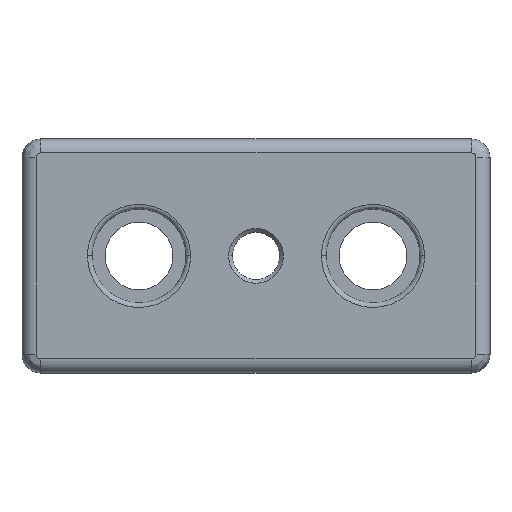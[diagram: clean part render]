
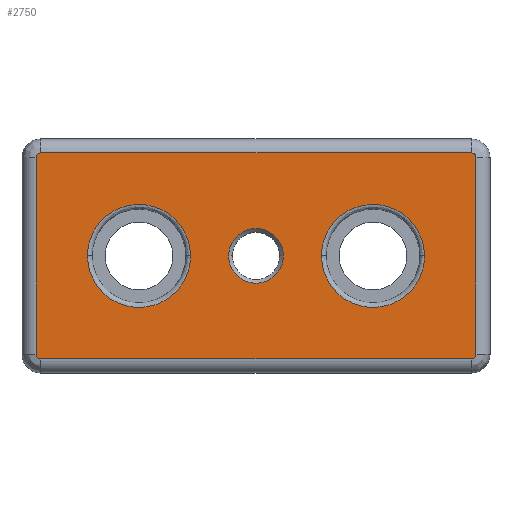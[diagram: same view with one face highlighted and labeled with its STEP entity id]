
A CAD part, top view. The second image highlights one B-rep face of the part: STEP entity #2750.
In plain terms, the highlighted planar face has unit normal (0, 0, 1).
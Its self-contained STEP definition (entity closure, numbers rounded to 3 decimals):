
#14=FACE_BOUND('',#649,.T.);
#15=FACE_BOUND('',#650,.T.);
#16=FACE_BOUND('',#651,.T.);
#28=PLANE('',#2987);
#161=LINE('',#4587,#308);
#162=LINE('',#4594,#309);
#163=LINE('',#4601,#310);
#164=LINE('',#4608,#311);
#308=VECTOR('',#3449,42.);
#309=VECTOR('',#3450,92.);
#310=VECTOR('',#3451,42.);
#311=VECTOR('',#3452,92.);
#474=FACE_OUTER_BOUND('',#648,.T.);
#648=EDGE_LOOP('',(#1794,#1795,#1796,#1797,#1798,#1799,#1800,#1801));
#649=EDGE_LOOP('',(#1802,#1803));
#650=EDGE_LOOP('',(#1804,#1805));
#651=EDGE_LOOP('',(#1806,#1807));
#869=CIRCLE('',#2960,5.85);
#886=CIRCLE('',#2988,5.85);
#1042=(
BOUNDED_CURVE()
B_SPLINE_CURVE(3,(#4107,#4108,#4109,#4110),.UNSPECIFIED.,.F.,.F.)
B_SPLINE_CURVE_WITH_KNOTS((4,4),(0.,1.),.UNSPECIFIED.)
CURVE()
GEOMETRIC_REPRESENTATION_ITEM()
RATIONAL_B_SPLINE_CURVE((1.,0.333,0.333,1.))
REPRESENTATION_ITEM('')
);
#1043=(
BOUNDED_CURVE()
B_SPLINE_CURVE(3,(#4134,#4135,#4136,#4137),.UNSPECIFIED.,.F.,.F.)
B_SPLINE_CURVE_WITH_KNOTS((4,4),(0.,1.),.UNSPECIFIED.)
CURVE()
GEOMETRIC_REPRESENTATION_ITEM()
RATIONAL_B_SPLINE_CURVE((1.,0.333,0.333,1.))
REPRESENTATION_ITEM('')
);
#1044=(
BOUNDED_CURVE()
B_SPLINE_CURVE(3,(#4589,#4590,#4591,#4592),.UNSPECIFIED.,.F.,.F.)
B_SPLINE_CURVE_WITH_KNOTS((4,4),(0.,1.),.UNSPECIFIED.)
CURVE()
GEOMETRIC_REPRESENTATION_ITEM()
RATIONAL_B_SPLINE_CURVE((1.,0.805,0.805,1.))
REPRESENTATION_ITEM('')
);
#1045=(
BOUNDED_CURVE()
B_SPLINE_CURVE(3,(#4596,#4597,#4598,#4599),.UNSPECIFIED.,.F.,.F.)
B_SPLINE_CURVE_WITH_KNOTS((4,4),(0.,1.),.UNSPECIFIED.)
CURVE()
GEOMETRIC_REPRESENTATION_ITEM()
RATIONAL_B_SPLINE_CURVE((1.,0.805,0.805,1.))
REPRESENTATION_ITEM('')
);
#1046=(
BOUNDED_CURVE()
B_SPLINE_CURVE(3,(#4603,#4604,#4605,#4606),.UNSPECIFIED.,.F.,.F.)
B_SPLINE_CURVE_WITH_KNOTS((4,4),(0.,1.),.UNSPECIFIED.)
CURVE()
GEOMETRIC_REPRESENTATION_ITEM()
RATIONAL_B_SPLINE_CURVE((1.,0.805,0.805,1.))
REPRESENTATION_ITEM('')
);
#1047=(
BOUNDED_CURVE()
B_SPLINE_CURVE(3,(#4609,#4610,#4611,#4612),.UNSPECIFIED.,.F.,.F.)
B_SPLINE_CURVE_WITH_KNOTS((4,4),(0.,1.),.UNSPECIFIED.)
CURVE()
GEOMETRIC_REPRESENTATION_ITEM()
RATIONAL_B_SPLINE_CURVE((1.,0.805,0.805,1.))
REPRESENTATION_ITEM('')
);
#1048=(
BOUNDED_CURVE()
B_SPLINE_CURVE(3,(#4613,#4614,#4615,#4616),.UNSPECIFIED.,.F.,.F.)
B_SPLINE_CURVE_WITH_KNOTS((4,4),(0.,1.),.UNSPECIFIED.)
CURVE()
GEOMETRIC_REPRESENTATION_ITEM()
RATIONAL_B_SPLINE_CURVE((1.,0.333,0.333,1.))
REPRESENTATION_ITEM('')
);
#1049=(
BOUNDED_CURVE()
B_SPLINE_CURVE(3,(#4617,#4618,#4619,#4620),.UNSPECIFIED.,.F.,.F.)
B_SPLINE_CURVE_WITH_KNOTS((4,4),(0.,1.),.UNSPECIFIED.)
CURVE()
GEOMETRIC_REPRESENTATION_ITEM()
RATIONAL_B_SPLINE_CURVE((1.,0.333,0.333,1.))
REPRESENTATION_ITEM('')
);
#1050=VERTEX_POINT('',#4105);
#1051=VERTEX_POINT('',#4106);
#1054=VERTEX_POINT('',#4132);
#1055=VERTEX_POINT('',#4133);
#1114=VERTEX_POINT('',#4501);
#1115=VERTEX_POINT('',#4503);
#1148=VERTEX_POINT('',#4585);
#1149=VERTEX_POINT('',#4586);
#1150=VERTEX_POINT('',#4588);
#1151=VERTEX_POINT('',#4593);
#1152=VERTEX_POINT('',#4595);
#1153=VERTEX_POINT('',#4600);
#1154=VERTEX_POINT('',#4602);
#1155=VERTEX_POINT('',#4607);
#1286=EDGE_CURVE('',#1050,#1051,#1042,.T.);
#1290=EDGE_CURVE('',#1054,#1055,#1043,.T.);
#1351=EDGE_CURVE('',#1114,#1115,#869,.T.);
#1389=EDGE_CURVE('',#1148,#1149,#161,.T.);
#1390=EDGE_CURVE('',#1150,#1148,#1044,.T.);
#1391=EDGE_CURVE('',#1151,#1150,#162,.T.);
#1392=EDGE_CURVE('',#1152,#1151,#1045,.T.);
#1393=EDGE_CURVE('',#1153,#1152,#163,.T.);
#1394=EDGE_CURVE('',#1154,#1153,#1046,.T.);
#1395=EDGE_CURVE('',#1155,#1154,#164,.T.);
#1396=EDGE_CURVE('',#1149,#1155,#1047,.T.);
#1397=EDGE_CURVE('',#1051,#1050,#1048,.T.);
#1398=EDGE_CURVE('',#1055,#1054,#1049,.T.);
#1399=EDGE_CURVE('',#1115,#1114,#886,.T.);
#1794=ORIENTED_EDGE('',*,*,#1389,.F.);
#1795=ORIENTED_EDGE('',*,*,#1390,.F.);
#1796=ORIENTED_EDGE('',*,*,#1391,.F.);
#1797=ORIENTED_EDGE('',*,*,#1392,.F.);
#1798=ORIENTED_EDGE('',*,*,#1393,.F.);
#1799=ORIENTED_EDGE('',*,*,#1394,.F.);
#1800=ORIENTED_EDGE('',*,*,#1395,.F.);
#1801=ORIENTED_EDGE('',*,*,#1396,.F.);
#1802=ORIENTED_EDGE('',*,*,#1286,.F.);
#1803=ORIENTED_EDGE('',*,*,#1397,.F.);
#1804=ORIENTED_EDGE('',*,*,#1290,.F.);
#1805=ORIENTED_EDGE('',*,*,#1398,.F.);
#1806=ORIENTED_EDGE('',*,*,#1399,.F.);
#1807=ORIENTED_EDGE('',*,*,#1351,.F.);
#2750=ADVANCED_FACE('',(#474,#14,#15,#16),#28,.F.);
#2960=AXIS2_PLACEMENT_3D('',#4504,#3372,#3373);
#2987=AXIS2_PLACEMENT_3D('',#4584,#3447,#3448);
#2988=AXIS2_PLACEMENT_3D('',#4621,#3453,#3454);
#3372=DIRECTION('center_axis',(0.,0.,1.));
#3373=DIRECTION('ref_axis',(1.,0.,0.));
#3447=DIRECTION('center_axis',(0.,0.,-1.));
#3448=DIRECTION('ref_axis',(0.,-1.,0.));
#3449=DIRECTION('',(0.,1.,0.));
#3450=DIRECTION('',(-1.,0.,0.));
#3451=DIRECTION('',(0.,-1.,0.));
#3452=DIRECTION('',(1.,0.,0.));
#3453=DIRECTION('center_axis',(0.,0.,1.));
#3454=DIRECTION('ref_axis',(1.,0.,0.));
#4105=CARTESIAN_POINT('',(-36.,0.,16.));
#4106=CARTESIAN_POINT('',(-14.,0.,16.));
#4107=CARTESIAN_POINT('Ctrl Pts',(-36.,0.,16.));
#4108=CARTESIAN_POINT('Ctrl Pts',(-36.,-22.,16.));
#4109=CARTESIAN_POINT('Ctrl Pts',(-14.,-22.,16.));
#4110=CARTESIAN_POINT('Ctrl Pts',(-14.,0.,16.));
#4132=CARTESIAN_POINT('',(14.,0.,16.));
#4133=CARTESIAN_POINT('',(36.,0.,16.));
#4134=CARTESIAN_POINT('Ctrl Pts',(14.,0.,16.));
#4135=CARTESIAN_POINT('Ctrl Pts',(14.,-22.,16.));
#4136=CARTESIAN_POINT('Ctrl Pts',(36.,-22.,16.));
#4137=CARTESIAN_POINT('Ctrl Pts',(36.,0.,16.));
#4501=CARTESIAN_POINT('',(-5.85,0.,16.));
#4503=CARTESIAN_POINT('',(5.85,0.,16.));
#4504=CARTESIAN_POINT('Origin',(0.,0.,16.));
#4584=CARTESIAN_POINT('Origin',(50.,-25.,16.));
#4585=CARTESIAN_POINT('',(-47.,-21.,16.));
#4586=CARTESIAN_POINT('',(-47.,21.,16.));
#4587=CARTESIAN_POINT('',(-47.,-25.,16.));
#4588=CARTESIAN_POINT('',(-46.,-22.,16.));
#4589=CARTESIAN_POINT('Ctrl Pts',(-46.,-22.,16.));
#4590=CARTESIAN_POINT('Ctrl Pts',(-46.586,-22.,16.));
#4591=CARTESIAN_POINT('Ctrl Pts',(-47.,-21.586,16.));
#4592=CARTESIAN_POINT('Ctrl Pts',(-47.,-21.,16.));
#4593=CARTESIAN_POINT('',(46.,-22.,16.));
#4594=CARTESIAN_POINT('',(50.,-22.,16.));
#4595=CARTESIAN_POINT('',(47.,-21.,16.));
#4596=CARTESIAN_POINT('Ctrl Pts',(47.,-21.,16.));
#4597=CARTESIAN_POINT('Ctrl Pts',(47.,-21.586,16.));
#4598=CARTESIAN_POINT('Ctrl Pts',(46.586,-22.,16.));
#4599=CARTESIAN_POINT('Ctrl Pts',(46.,-22.,16.));
#4600=CARTESIAN_POINT('',(47.,21.,16.));
#4601=CARTESIAN_POINT('',(47.,-25.,16.));
#4602=CARTESIAN_POINT('',(46.,22.,16.));
#4603=CARTESIAN_POINT('Ctrl Pts',(46.,22.,16.));
#4604=CARTESIAN_POINT('Ctrl Pts',(46.586,22.,16.));
#4605=CARTESIAN_POINT('Ctrl Pts',(47.,21.586,16.));
#4606=CARTESIAN_POINT('Ctrl Pts',(47.,21.,16.));
#4607=CARTESIAN_POINT('',(-46.,22.,16.));
#4608=CARTESIAN_POINT('',(50.,22.,16.));
#4609=CARTESIAN_POINT('Ctrl Pts',(-47.,21.,16.));
#4610=CARTESIAN_POINT('Ctrl Pts',(-47.,21.586,16.));
#4611=CARTESIAN_POINT('Ctrl Pts',(-46.586,22.,16.));
#4612=CARTESIAN_POINT('Ctrl Pts',(-46.,22.,16.));
#4613=CARTESIAN_POINT('Ctrl Pts',(-14.,0.,16.));
#4614=CARTESIAN_POINT('Ctrl Pts',(-14.,22.,16.));
#4615=CARTESIAN_POINT('Ctrl Pts',(-36.,22.,16.));
#4616=CARTESIAN_POINT('Ctrl Pts',(-36.,0.,16.));
#4617=CARTESIAN_POINT('Ctrl Pts',(36.,0.,16.));
#4618=CARTESIAN_POINT('Ctrl Pts',(36.,22.,16.));
#4619=CARTESIAN_POINT('Ctrl Pts',(14.,22.,16.));
#4620=CARTESIAN_POINT('Ctrl Pts',(14.,0.,16.));
#4621=CARTESIAN_POINT('Origin',(0.,0.,16.));
